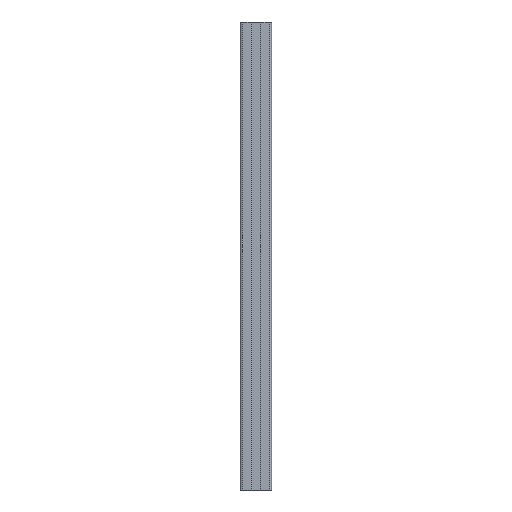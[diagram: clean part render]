
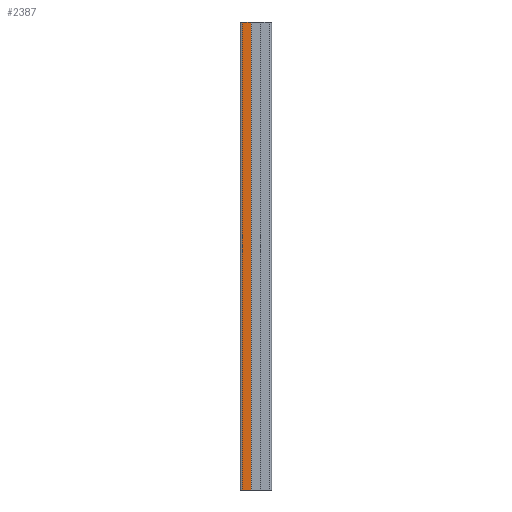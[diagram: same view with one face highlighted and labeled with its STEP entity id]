
A CAD part, left-side view. The second image highlights one B-rep face of the part: STEP entity #2387.
In plain terms, the highlighted planar face has unit normal (-1, 0, 0).
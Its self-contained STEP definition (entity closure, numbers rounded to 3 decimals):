
#49=PLANE('',#2627);
#145=FACE_OUTER_BOUND('',#277,.T.);
#277=EDGE_LOOP('',(#1997,#1998,#1999,#2000));
#377=LINE('',#3530,#633);
#444=LINE('',#3758,#700);
#536=LINE('',#3991,#792);
#537=LINE('',#3993,#793);
#633=VECTOR('',#2795,10.);
#700=VECTOR('',#2960,1000.);
#792=VECTOR('',#3196,1000.);
#793=VECTOR('',#3199,1000.);
#1022=VERTEX_POINT('',#3527);
#1023=VERTEX_POINT('',#3529);
#1134=VERTEX_POINT('',#3755);
#1135=VERTEX_POINT('',#3757);
#1262=EDGE_CURVE('',#1022,#1023,#377,.F.);
#1377=EDGE_CURVE('',#1135,#1134,#444,.T.);
#1496=EDGE_CURVE('',#1022,#1135,#536,.T.);
#1497=EDGE_CURVE('',#1023,#1134,#537,.T.);
#1997=ORIENTED_EDGE('',*,*,#1377,.T.);
#1998=ORIENTED_EDGE('',*,*,#1497,.F.);
#1999=ORIENTED_EDGE('',*,*,#1262,.F.);
#2000=ORIENTED_EDGE('',*,*,#1496,.T.);
#2387=ADVANCED_FACE('',(#145),#49,.F.);
#2627=AXIS2_PLACEMENT_3D('',#3992,#3197,#3198);
#2795=DIRECTION('',(0.,1.,0.));
#2960=DIRECTION('',(0.,-1.,0.));
#3196=DIRECTION('',(0.,0.,-1.));
#3197=DIRECTION('center_axis',(1.,0.,0.));
#3198=DIRECTION('ref_axis',(0.,1.,0.));
#3199=DIRECTION('',(0.,0.,-1.));
#3527=CARTESIAN_POINT('',(-15.,13.,400.));
#3529=CARTESIAN_POINT('',(-15.,4.4,400.));
#3530=CARTESIAN_POINT('',(-15.,0.,400.));
#3755=CARTESIAN_POINT('',(-15.,4.4,-50.));
#3757=CARTESIAN_POINT('',(-15.,13.,-50.));
#3758=CARTESIAN_POINT('',(-15.,13.,-50.));
#3991=CARTESIAN_POINT('',(-15.,13.,50.));
#3992=CARTESIAN_POINT('Origin',(-15.,13.,50.));
#3993=CARTESIAN_POINT('',(-15.,4.4,50.));
